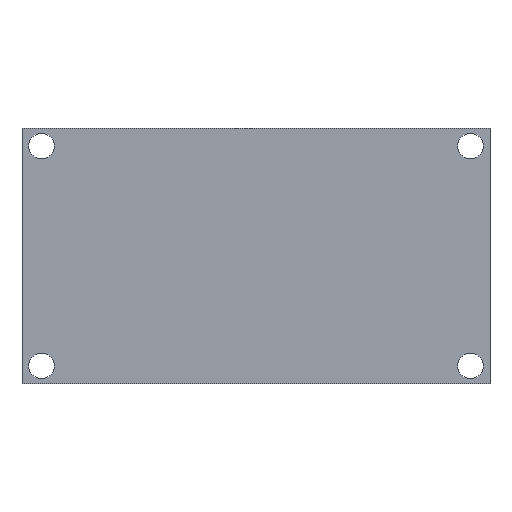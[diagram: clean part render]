
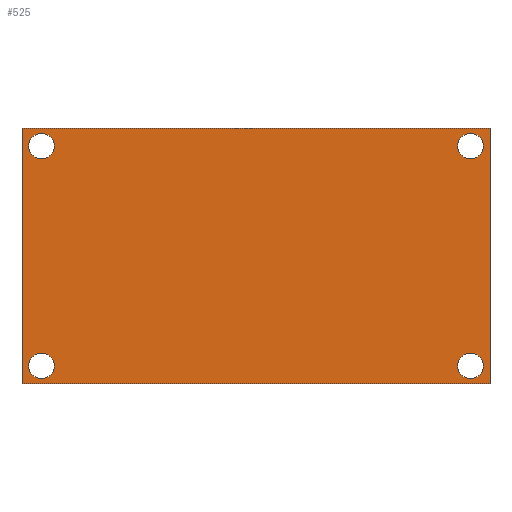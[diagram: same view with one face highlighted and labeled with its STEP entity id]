
A CAD part, front view. The second image highlights one B-rep face of the part: STEP entity #525.
In plain terms, the highlighted planar face has unit normal (0, -1, 0).
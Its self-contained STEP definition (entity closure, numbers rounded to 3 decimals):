
#5 = AXIS2_PLACEMENT_3D ( 'NONE', #83, #384, #233 ) ;
#7 = FACE_OUTER_BOUND ( 'NONE', #417, .T. ) ;
#9 = VERTEX_POINT ( 'NONE', #564 ) ;
#11 = FACE_BOUND ( 'NONE', #338, .T. ) ;
#13 = EDGE_LOOP ( 'NONE', ( #335, #499 ) ) ;
#15 = CARTESIAN_POINT ( 'NONE',  ( 2.75, 0., -0.7 ) ) ;
#18 = VERTEX_POINT ( 'NONE', #513 ) ;
#20 = CARTESIAN_POINT ( 'NONE',  ( 2.75, 0., -31.7 ) ) ;
#22 = ORIENTED_EDGE ( 'NONE', *, *, #681, .F. ) ;
#34 = CARTESIAN_POINT ( 'NONE',  ( 63.25, 0., -33.5 ) ) ;
#46 = CARTESIAN_POINT ( 'NONE',  ( 66., 0., 0. ) ) ;
#48 = AXIS2_PLACEMENT_3D ( 'NONE', #504, #116, #223 ) ;
#59 = CIRCLE ( 'NONE', #639, 1.8 ) ;
#67 = DIRECTION ( 'NONE',  ( 0., 1., 0. ) ) ;
#73 = ORIENTED_EDGE ( 'NONE', *, *, #143, .T. ) ;
#80 = CARTESIAN_POINT ( 'NONE',  ( 0., 0., 0. ) ) ;
#82 = DIRECTION ( 'NONE',  ( 0., 0., -1. ) ) ;
#83 = CARTESIAN_POINT ( 'NONE',  ( 2.75, 0., -2.5 ) ) ;
#86 = EDGE_CURVE ( 'NONE', #492, #634, #597, .T. ) ;
#94 = CARTESIAN_POINT ( 'NONE',  ( 2.75, 0., -4.3 ) ) ;
#107 = EDGE_CURVE ( 'NONE', #9, #537, #653, .T. ) ;
#116 = DIRECTION ( 'NONE',  ( 0., 1., 0. ) ) ;
#121 = AXIS2_PLACEMENT_3D ( 'NONE', #80, #232, #342 ) ;
#123 = DIRECTION ( 'NONE',  ( 0., 0., 1. ) ) ;
#129 = CIRCLE ( 'NONE', #357, 1.8 ) ;
#130 = CIRCLE ( 'NONE', #184, 1.8 ) ;
#136 = DIRECTION ( 'NONE',  ( 0., 0., 1. ) ) ;
#140 = DIRECTION ( 'NONE',  ( 0., 0., 1. ) ) ;
#143 = EDGE_CURVE ( 'NONE', #691, #18, #585, .T. ) ;
#148 = AXIS2_PLACEMENT_3D ( 'NONE', #674, #519, #182 ) ;
#160 = CARTESIAN_POINT ( 'NONE',  ( 63.25, 0., -33.5 ) ) ;
#161 = VERTEX_POINT ( 'NONE', #15 ) ;
#173 = VECTOR ( 'NONE', #82, 1000. ) ;
#180 = CARTESIAN_POINT ( 'NONE',  ( 2.75, 0., -33.5 ) ) ;
#182 = DIRECTION ( 'NONE',  ( 0., 0., 1. ) ) ;
#184 = AXIS2_PLACEMENT_3D ( 'NONE', #180, #67, #280 ) ;
#185 = CARTESIAN_POINT ( 'NONE',  ( 63.25, 0., -0.7 ) ) ;
#193 = VECTOR ( 'NONE', #555, 1000. ) ;
#201 = ORIENTED_EDGE ( 'NONE', *, *, #301, .T. ) ;
#205 = DIRECTION ( 'NONE',  ( 0., 1., 0. ) ) ;
#209 = FACE_BOUND ( 'NONE', #259, .T. ) ;
#214 = VERTEX_POINT ( 'NONE', #389 ) ;
#218 = ORIENTED_EDGE ( 'NONE', *, *, #548, .T. ) ;
#223 = DIRECTION ( 'NONE',  ( 0., 0., 1. ) ) ;
#228 = EDGE_CURVE ( 'NONE', #329, #214, #571, .T. ) ;
#230 = ORIENTED_EDGE ( 'NONE', *, *, #86, .T. ) ;
#232 = DIRECTION ( 'NONE',  ( 0., -1., 0. ) ) ;
#233 = DIRECTION ( 'NONE',  ( 0., 0., 1. ) ) ;
#251 = ORIENTED_EDGE ( 'NONE', *, *, #518, .F. ) ;
#259 = EDGE_LOOP ( 'NONE', ( #374, #73 ) ) ;
#262 = CIRCLE ( 'NONE', #5, 1.8 ) ;
#280 = DIRECTION ( 'NONE',  ( 0., 0., 1. ) ) ;
#281 = DIRECTION ( 'NONE',  ( 0., 0., 1. ) ) ;
#293 = EDGE_CURVE ( 'NONE', #591, #161, #262, .T. ) ;
#296 = DIRECTION ( 'NONE',  ( 0., 1., 0. ) ) ;
#301 = EDGE_CURVE ( 'NONE', #634, #492, #496, .T. ) ;
#302 = CARTESIAN_POINT ( 'NONE',  ( 66., 0., 0. ) ) ;
#305 = ORIENTED_EDGE ( 'NONE', *, *, #228, .F. ) ;
#306 = LINE ( 'NONE', #46, #173 ) ;
#309 = AXIS2_PLACEMENT_3D ( 'NONE', #160, #205, #140 ) ;
#319 = DIRECTION ( 'NONE',  ( 1., 0., 0. ) ) ;
#321 = CARTESIAN_POINT ( 'NONE',  ( 63.25, 0., -35.3 ) ) ;
#329 = VERTEX_POINT ( 'NONE', #399 ) ;
#335 = ORIENTED_EDGE ( 'NONE', *, *, #366, .T. ) ;
#338 = EDGE_LOOP ( 'NONE', ( #201, #230 ) ) ;
#342 = DIRECTION ( 'NONE',  ( 0., 0., -1. ) ) ;
#345 = EDGE_CURVE ( 'NONE', #18, #691, #129, .T. ) ;
#352 = CARTESIAN_POINT ( 'NONE',  ( 63.25, 0., -2.5 ) ) ;
#357 = AXIS2_PLACEMENT_3D ( 'NONE', #34, #614, #123 ) ;
#366 = EDGE_CURVE ( 'NONE', #161, #591, #59, .T. ) ;
#371 = FACE_BOUND ( 'NONE', #13, .T. ) ;
#373 = VECTOR ( 'NONE', #136, 1000. ) ;
#374 = ORIENTED_EDGE ( 'NONE', *, *, #345, .T. ) ;
#384 = DIRECTION ( 'NONE',  ( 0., 1., 0. ) ) ;
#389 = CARTESIAN_POINT ( 'NONE',  ( 0., 0., -36. ) ) ;
#392 = ORIENTED_EDGE ( 'NONE', *, *, #107, .T. ) ;
#393 = CARTESIAN_POINT ( 'NONE',  ( 0., 0., -36. ) ) ;
#399 = CARTESIAN_POINT ( 'NONE',  ( 66., 0., -36. ) ) ;
#405 = DIRECTION ( 'NONE',  ( 0., 0., 1. ) ) ;
#415 = VERTEX_POINT ( 'NONE', #621 ) ;
#417 = EDGE_LOOP ( 'NONE', ( #22, #305, #486, #251 ) ) ;
#423 = LINE ( 'NONE', #643, #568 ) ;
#431 = PLANE ( 'NONE',  #121 ) ;
#463 = LINE ( 'NONE', #683, #373 ) ;
#486 = ORIENTED_EDGE ( 'NONE', *, *, #620, .F. ) ;
#492 = VERTEX_POINT ( 'NONE', #590 ) ;
#496 = CIRCLE ( 'NONE', #48, 1.8 ) ;
#499 = ORIENTED_EDGE ( 'NONE', *, *, #293, .T. ) ;
#504 = CARTESIAN_POINT ( 'NONE',  ( 63.25, 0., -2.5 ) ) ;
#507 = DIRECTION ( 'NONE',  ( 0., 1., 0. ) ) ;
#513 = CARTESIAN_POINT ( 'NONE',  ( 63.25, 0., -31.7 ) ) ;
#518 = EDGE_CURVE ( 'NONE', #415, #636, #423, .T. ) ;
#519 = DIRECTION ( 'NONE',  ( 0., 1., 0. ) ) ;
#525 = ADVANCED_FACE ( 'NONE', ( #7, #209, #371, #594, #11 ), #431, .T. ) ;
#537 = VERTEX_POINT ( 'NONE', #20 ) ;
#548 = EDGE_CURVE ( 'NONE', #537, #9, #130, .T. ) ;
#555 = DIRECTION ( 'NONE',  ( -1., 0., 0. ) ) ;
#559 = CARTESIAN_POINT ( 'NONE',  ( 2.75, 0., -2.5 ) ) ;
#564 = CARTESIAN_POINT ( 'NONE',  ( 2.75, 0., -35.3 ) ) ;
#568 = VECTOR ( 'NONE', #319, 1000. ) ;
#571 = LINE ( 'NONE', #393, #193 ) ;
#585 = CIRCLE ( 'NONE', #309, 1.8 ) ;
#590 = CARTESIAN_POINT ( 'NONE',  ( 63.25, 0., -4.3 ) ) ;
#591 = VERTEX_POINT ( 'NONE', #94 ) ;
#594 = FACE_BOUND ( 'NONE', #598, .T. ) ;
#597 = CIRCLE ( 'NONE', #617, 1.8 ) ;
#598 = EDGE_LOOP ( 'NONE', ( #218, #392 ) ) ;
#614 = DIRECTION ( 'NONE',  ( 0., 1., 0. ) ) ;
#617 = AXIS2_PLACEMENT_3D ( 'NONE', #352, #296, #405 ) ;
#620 = EDGE_CURVE ( 'NONE', #636, #329, #306, .T. ) ;
#621 = CARTESIAN_POINT ( 'NONE',  ( 0., 0., 0. ) ) ;
#634 = VERTEX_POINT ( 'NONE', #185 ) ;
#636 = VERTEX_POINT ( 'NONE', #302 ) ;
#639 = AXIS2_PLACEMENT_3D ( 'NONE', #559, #507, #281 ) ;
#643 = CARTESIAN_POINT ( 'NONE',  ( 0., 0., 0. ) ) ;
#653 = CIRCLE ( 'NONE', #148, 1.8 ) ;
#674 = CARTESIAN_POINT ( 'NONE',  ( 2.75, 0., -33.5 ) ) ;
#681 = EDGE_CURVE ( 'NONE', #214, #415, #463, .T. ) ;
#683 = CARTESIAN_POINT ( 'NONE',  ( 0., 0., 0. ) ) ;
#691 = VERTEX_POINT ( 'NONE', #321 ) ;
